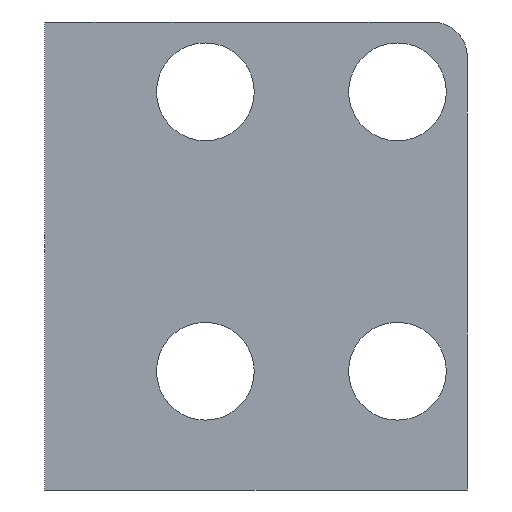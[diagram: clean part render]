
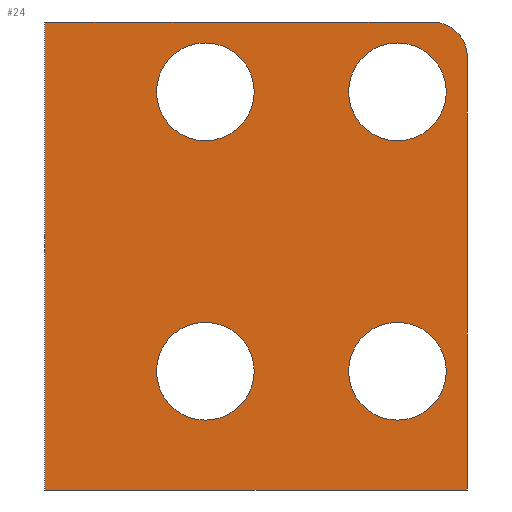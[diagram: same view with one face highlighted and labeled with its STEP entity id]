
A CAD part, left-side view. The second image highlights one B-rep face of the part: STEP entity #24.
In plain terms, the highlighted planar face has unit normal (1, 0, 0).
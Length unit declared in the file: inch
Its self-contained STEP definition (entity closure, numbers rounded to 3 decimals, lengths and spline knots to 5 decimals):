
#2 = CARTESIAN_POINT ( 'NONE',  ( 0.225, 0., 0. ) ) ;
#4 = CARTESIAN_POINT ( 'NONE',  ( 0.225, 0.375, -0.145 ) ) ;
#6 = ORIENTED_EDGE ( 'NONE', *, *, #59, .F. ) ;
#8 = ORIENTED_EDGE ( 'NONE', *, *, #223, .T. ) ;
#10 = VERTEX_POINT ( 'NONE', #39 ) ;
#11 = DIRECTION ( 'NONE',  ( 1., 0., 0. ) ) ;
#12 = EDGE_CURVE ( 'NONE', #191, #10, #227, .T. ) ;
#14 = CARTESIAN_POINT ( 'NONE',  ( 0.225, 0., -0.145 ) ) ;
#15 = EDGE_CURVE ( 'NONE', #136, #150, #44, .T. ) ;
#16 = DIRECTION ( 'NONE',  ( 0., -1., 0. ) ) ;
#17 = CIRCLE ( 'NONE', #101, 0.07 ) ;
#21 = VERTEX_POINT ( 'NONE', #131 ) ;
#24 = ADVANCED_FACE ( 'NONE', ( #206, #166, #40, #117, #43 ), #116, .T. ) ;
#25 = VERTEX_POINT ( 'NONE', #58 ) ;
#27 = LINE ( 'NONE', #85, #88 ) ;
#28 = AXIS2_PLACEMENT_3D ( 'NONE', #90, #198, #49 ) ;
#30 = DIRECTION ( 'NONE',  ( 0., 0., -1. ) ) ;
#32 = VECTOR ( 'NONE', #230, 39.37008 ) ;
#33 = CARTESIAN_POINT ( 'NONE',  ( 0.225, 0., -0.145 ) ) ;
#34 = CARTESIAN_POINT ( 'NONE',  ( 0.225, -0.23, -0.56056 ) ) ;
#36 = VECTOR ( 'NONE', #125, 39.37008 ) ;
#39 = CARTESIAN_POINT ( 'NONE',  ( 0.225, 0.375, -0.815 ) ) ;
#40 = FACE_BOUND ( 'NONE', #151, .T. ) ;
#41 = EDGE_CURVE ( 'NONE', #150, #82, #187, .T. ) ;
#43 = FACE_OUTER_BOUND ( 'NONE', #134, .T. ) ;
#44 = LINE ( 'NONE', #4, #109 ) ;
#45 = ORIENTED_EDGE ( 'NONE', *, *, #12, .T. ) ;
#47 = CARTESIAN_POINT ( 'NONE',  ( 0.225, -0.23, -0.145 ) ) ;
#49 = DIRECTION ( 'NONE',  ( 0., 0., -1. ) ) ;
#51 = CARTESIAN_POINT ( 'NONE',  ( 0.225, -0.23, 0. ) ) ;
#55 = VECTOR ( 'NONE', #169, 39.37008 ) ;
#58 = CARTESIAN_POINT ( 'NONE',  ( 0.225, -0.18, -0.145 ) ) ;
#59 = EDGE_CURVE ( 'NONE', #189, #189, #140, .T. ) ;
#61 = ORIENTED_EDGE ( 'NONE', *, *, #218, .T. ) ;
#63 = DIRECTION ( 'NONE',  ( 0., 1., 0. ) ) ;
#64 = ORIENTED_EDGE ( 'NONE', *, *, #75, .T. ) ;
#65 = AXIS2_PLACEMENT_3D ( 'NONE', #69, #138, #178 ) ;
#68 = DIRECTION ( 'NONE',  ( 0., 0., 1. ) ) ;
#69 = CARTESIAN_POINT ( 'NONE',  ( 0.225, 0.145, -0.245 ) ) ;
#70 = EDGE_CURVE ( 'NONE', #99, #99, #17, .T. ) ;
#71 = CIRCLE ( 'NONE', #28, 0.05 ) ;
#72 = CARTESIAN_POINT ( 'NONE',  ( 0.225, 0.145, -0.315 ) ) ;
#73 = VECTOR ( 'NONE', #179, 39.37008 ) ;
#74 = CARTESIAN_POINT ( 'NONE',  ( 0.225, -0.13, -0.245 ) ) ;
#75 = EDGE_CURVE ( 'NONE', #119, #191, #158, .T. ) ;
#79 = DIRECTION ( 'NONE',  ( 0., -1., 0. ) ) ;
#80 = ORIENTED_EDGE ( 'NONE', *, *, #209, .T. ) ;
#81 = VECTOR ( 'NONE', #16, 39.37008 ) ;
#82 = VERTEX_POINT ( 'NONE', #156 ) ;
#83 = EDGE_CURVE ( 'NONE', #82, #102, #214, .T. ) ;
#84 = ORIENTED_EDGE ( 'NONE', *, *, #133, .T. ) ;
#85 = CARTESIAN_POINT ( 'NONE',  ( 0.225, 0.375, -0.145 ) ) ;
#88 = VECTOR ( 'NONE', #68, 39.37008 ) ;
#89 = CARTESIAN_POINT ( 'NONE',  ( 0.225, -0.13, -0.645 ) ) ;
#90 = CARTESIAN_POINT ( 'NONE',  ( 0.225, -0.18, -0.195 ) ) ;
#93 = LINE ( 'NONE', #141, #159 ) ;
#97 = EDGE_LOOP ( 'NONE', ( #204 ) ) ;
#98 = CARTESIAN_POINT ( 'NONE',  ( 0.225, 0., -0.145 ) ) ;
#99 = VERTEX_POINT ( 'NONE', #157 ) ;
#100 = ORIENTED_EDGE ( 'NONE', *, *, #15, .T. ) ;
#101 = AXIS2_PLACEMENT_3D ( 'NONE', #74, #11, #175 ) ;
#102 = VERTEX_POINT ( 'NONE', #14 ) ;
#103 = EDGE_CURVE ( 'NONE', #10, #136, #27, .T. ) ;
#104 = LINE ( 'NONE', #107, #32 ) ;
#105 = CARTESIAN_POINT ( 'NONE',  ( 0.225, 0.145, -0.645 ) ) ;
#107 = CARTESIAN_POINT ( 'NONE',  ( 0.225, -0.23, 0. ) ) ;
#109 = VECTOR ( 'NONE', #79, 39.37008 ) ;
#112 = CARTESIAN_POINT ( 'NONE',  ( 0.225, -0.23, -0.815 ) ) ;
#114 = EDGE_LOOP ( 'NONE', ( #228 ) ) ;
#116 = PLANE ( 'NONE',  #142 ) ;
#117 = FACE_BOUND ( 'NONE', #114, .T. ) ;
#119 = VERTEX_POINT ( 'NONE', #143 ) ;
#120 = AXIS2_PLACEMENT_3D ( 'NONE', #89, #233, #180 ) ;
#121 = DIRECTION ( 'NONE',  ( 0., 0., -1. ) ) ;
#122 = LINE ( 'NONE', #47, #205 ) ;
#123 = CIRCLE ( 'NONE', #120, 0.07 ) ;
#125 = DIRECTION ( 'NONE',  ( 0., -1., 0. ) ) ;
#130 = ORIENTED_EDGE ( 'NONE', *, *, #103, .T. ) ;
#131 = CARTESIAN_POINT ( 'NONE',  ( 0.225, -0.23, -0.195 ) ) ;
#133 = EDGE_CURVE ( 'NONE', #21, #173, #122, .T. ) ;
#134 = EDGE_LOOP ( 'NONE', ( #61, #210, #84, #8, #80, #64, #45, #130, #100, #153, #171 ) ) ;
#136 = VERTEX_POINT ( 'NONE', #192 ) ;
#137 = AXIS2_PLACEMENT_3D ( 'NONE', #105, #231, #216 ) ;
#138 = DIRECTION ( 'NONE',  ( 1., 0., 0. ) ) ;
#140 = CIRCLE ( 'NONE', #137, 0.07 ) ;
#141 = CARTESIAN_POINT ( 'NONE',  ( 0.225, -0.23, 0. ) ) ;
#142 = AXIS2_PLACEMENT_3D ( 'NONE', #2, #148, #224 ) ;
#143 = CARTESIAN_POINT ( 'NONE',  ( 0.225, -0.23, -0.78 ) ) ;
#148 = DIRECTION ( 'NONE',  ( 1., 0., 0. ) ) ;
#150 = VERTEX_POINT ( 'NONE', #193 ) ;
#151 = EDGE_LOOP ( 'NONE', ( #185 ) ) ;
#152 = VERTEX_POINT ( 'NONE', #215 ) ;
#153 = ORIENTED_EDGE ( 'NONE', *, *, #41, .T. ) ;
#154 = EDGE_CURVE ( 'NONE', #25, #21, #71, .T. ) ;
#155 = CARTESIAN_POINT ( 'NONE',  ( 0.225, -0.13, -0.715 ) ) ;
#156 = CARTESIAN_POINT ( 'NONE',  ( 0.225, 0.17795, -0.145 ) ) ;
#157 = CARTESIAN_POINT ( 'NONE',  ( 0.225, -0.13, -0.315 ) ) ;
#158 = LINE ( 'NONE', #51, #73 ) ;
#159 = VECTOR ( 'NONE', #121, 39.37008 ) ;
#160 = CARTESIAN_POINT ( 'NONE',  ( 0.225, 0.145, -0.715 ) ) ;
#165 = VECTOR ( 'NONE', #63, 39.37008 ) ;
#166 = FACE_BOUND ( 'NONE', #226, .T. ) ;
#168 = EDGE_CURVE ( 'NONE', #208, #208, #123, .T. ) ;
#169 = DIRECTION ( 'NONE',  ( 0., -1., 0. ) ) ;
#171 = ORIENTED_EDGE ( 'NONE', *, *, #83, .T. ) ;
#172 = CIRCLE ( 'NONE', #65, 0.07 ) ;
#173 = VERTEX_POINT ( 'NONE', #34 ) ;
#175 = DIRECTION ( 'NONE',  ( 0., 0., -1. ) ) ;
#176 = LINE ( 'NONE', #33, #81 ) ;
#178 = DIRECTION ( 'NONE',  ( 0., 0., -1. ) ) ;
#179 = DIRECTION ( 'NONE',  ( 0., 0., -1. ) ) ;
#180 = DIRECTION ( 'NONE',  ( 0., 0., -1. ) ) ;
#185 = ORIENTED_EDGE ( 'NONE', *, *, #168, .F. ) ;
#187 = LINE ( 'NONE', #98, #55 ) ;
#188 = VERTEX_POINT ( 'NONE', #72 ) ;
#189 = VERTEX_POINT ( 'NONE', #160 ) ;
#191 = VERTEX_POINT ( 'NONE', #232 ) ;
#192 = CARTESIAN_POINT ( 'NONE',  ( 0.225, 0.375, -0.145 ) ) ;
#193 = CARTESIAN_POINT ( 'NONE',  ( 0.225, 0.21944, -0.145 ) ) ;
#197 = CARTESIAN_POINT ( 'NONE',  ( 0.225, 0., -0.145 ) ) ;
#198 = DIRECTION ( 'NONE',  ( 1., 0., 0. ) ) ;
#204 = ORIENTED_EDGE ( 'NONE', *, *, #213, .F. ) ;
#205 = VECTOR ( 'NONE', #30, 39.37008 ) ;
#206 = FACE_BOUND ( 'NONE', #97, .T. ) ;
#208 = VERTEX_POINT ( 'NONE', #155 ) ;
#209 = EDGE_CURVE ( 'NONE', #152, #119, #104, .T. ) ;
#210 = ORIENTED_EDGE ( 'NONE', *, *, #154, .T. ) ;
#213 = EDGE_CURVE ( 'NONE', #188, #188, #172, .T. ) ;
#214 = LINE ( 'NONE', #197, #36 ) ;
#215 = CARTESIAN_POINT ( 'NONE',  ( 0.225, -0.23, -0.60205 ) ) ;
#216 = DIRECTION ( 'NONE',  ( 0., 0., -1. ) ) ;
#218 = EDGE_CURVE ( 'NONE', #102, #25, #176, .T. ) ;
#223 = EDGE_CURVE ( 'NONE', #173, #152, #93, .T. ) ;
#224 = DIRECTION ( 'NONE',  ( 0., 1., 0. ) ) ;
#226 = EDGE_LOOP ( 'NONE', ( #6 ) ) ;
#227 = LINE ( 'NONE', #112, #165 ) ;
#228 = ORIENTED_EDGE ( 'NONE', *, *, #70, .F. ) ;
#230 = DIRECTION ( 'NONE',  ( 0., 0., -1. ) ) ;
#231 = DIRECTION ( 'NONE',  ( 1., 0., 0. ) ) ;
#232 = CARTESIAN_POINT ( 'NONE',  ( 0.225, -0.23, -0.815 ) ) ;
#233 = DIRECTION ( 'NONE',  ( 1., 0., 0. ) ) ;
